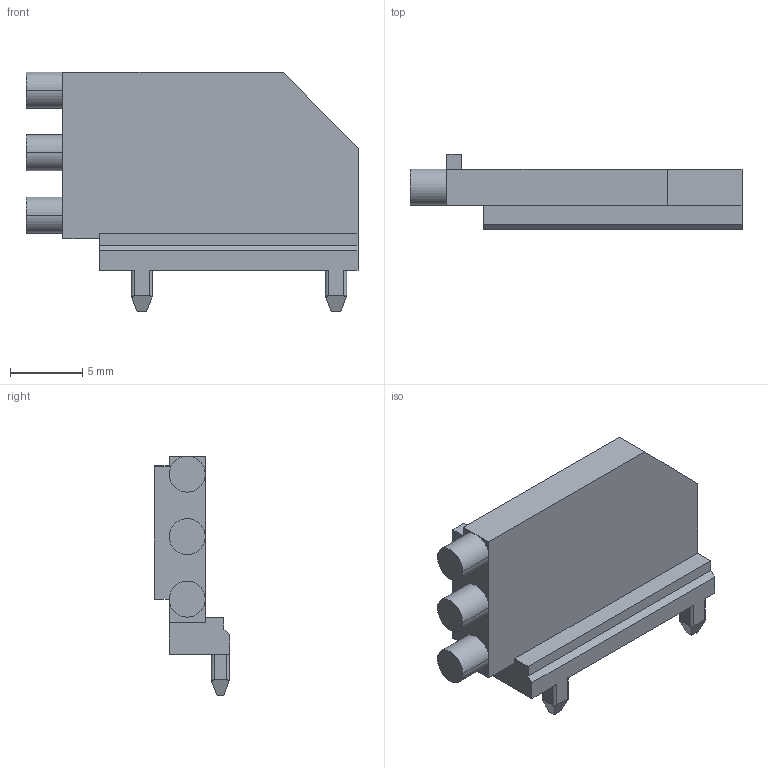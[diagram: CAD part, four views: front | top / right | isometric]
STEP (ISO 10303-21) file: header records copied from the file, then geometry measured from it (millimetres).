
FILE_DESCRIPTION((''),'2;1');
FILE_NAME('LEDLP_DIALIGHT_515-1064F.stp','2012-10-11T09:09:01',(''),(''),'Mechanical Desktop 2011','Mechanical Desktop 2011',', , ');
FILE_SCHEMA(('AUTOMOTIVE_DESIGN { 1 2 10303 214 1 1 1 1 }'));
Length unit declared in the file: millimetre
Products named in the file (1): Product
Bounding box: 22.94 x 5.18 x 16.56 mm (x, y, z)
Volume: 702 mm3; surface area: 884.3 mm2
Topology: 1 solids, 1 shells, 73 faces, 204 edges, 134 vertices
Faces by surface type: plane 59, cylinder 14
Entity records: 2374 total; most frequent: CARTESIAN_POINT 411, ORIENTED_EDGE 406, DIRECTION 389, EDGE_CURVE 203, VECTOR 167, LINE 167, VERTEX_POINT 132, AXIS2_PLACEMENT_3D 111
